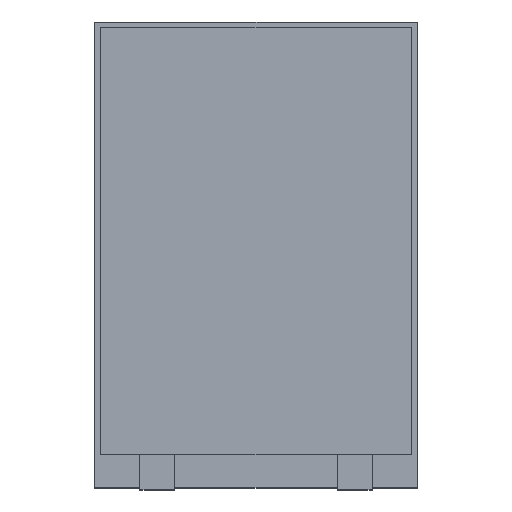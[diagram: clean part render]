
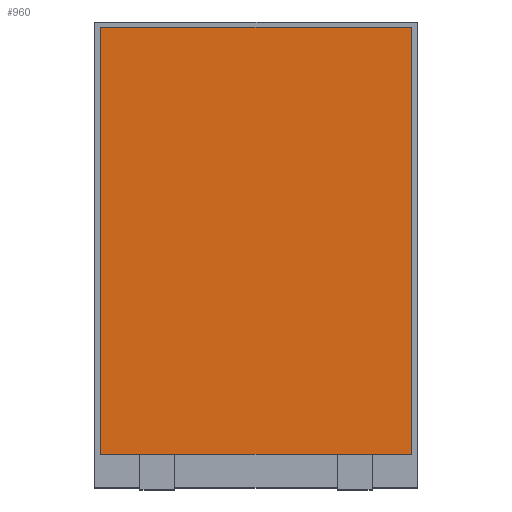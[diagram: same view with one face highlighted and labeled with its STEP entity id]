
A CAD part, top view. The second image highlights one B-rep face of the part: STEP entity #960.
In plain terms, the highlighted planar face has unit normal (0, 0, 1).
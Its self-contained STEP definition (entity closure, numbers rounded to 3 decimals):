
#743 = VERTEX_POINT('',#744);
#744 = CARTESIAN_POINT('',(4.,-5.132,1.));
#750 = EDGE_CURVE('',#743,#751,#753,.T.);
#751 = VERTEX_POINT('',#752);
#752 = CARTESIAN_POINT('',(-4.,-5.132,1.));
#753 = LINE('',#754,#755);
#754 = CARTESIAN_POINT('',(4.,-5.132,1.));
#755 = VECTOR('',#756,1.);
#756 = DIRECTION('',(-1.,0.,0.));
#796 = EDGE_CURVE('',#751,#797,#799,.T.);
#797 = VERTEX_POINT('',#798);
#798 = CARTESIAN_POINT('',(-4.,5.868,1.));
#799 = LINE('',#800,#801);
#800 = CARTESIAN_POINT('',(-4.,-5.132,1.));
#801 = VECTOR('',#802,1.);
#802 = DIRECTION('',(0.,1.,0.));
#820 = EDGE_CURVE('',#797,#821,#823,.T.);
#821 = VERTEX_POINT('',#822);
#822 = CARTESIAN_POINT('',(4.,5.868,1.));
#823 = LINE('',#824,#825);
#824 = CARTESIAN_POINT('',(-4.,5.868,1.));
#825 = VECTOR('',#826,1.);
#826 = DIRECTION('',(1.,0.,0.));
#844 = EDGE_CURVE('',#821,#743,#845,.T.);
#845 = LINE('',#846,#847);
#846 = CARTESIAN_POINT('',(4.,5.868,1.));
#847 = VECTOR('',#848,1.);
#848 = DIRECTION('',(0.,-1.,0.));
#960 = ADVANCED_FACE('',(#961),#967,.F.);
#961 = FACE_BOUND('',#962,.F.);
#962 = EDGE_LOOP('',(#963,#964,#965,#966));
#963 = ORIENTED_EDGE('',*,*,#820,.T.);
#964 = ORIENTED_EDGE('',*,*,#844,.T.);
#965 = ORIENTED_EDGE('',*,*,#750,.T.);
#966 = ORIENTED_EDGE('',*,*,#796,.T.);
#967 = PLANE('',#968);
#968 = AXIS2_PLACEMENT_3D('',#969,#970,#971);
#969 = CARTESIAN_POINT('',(0.,0.368,1.));
#970 = DIRECTION('',(-0.,-0.,-1.));
#971 = DIRECTION('',(-1.,0.,0.));
